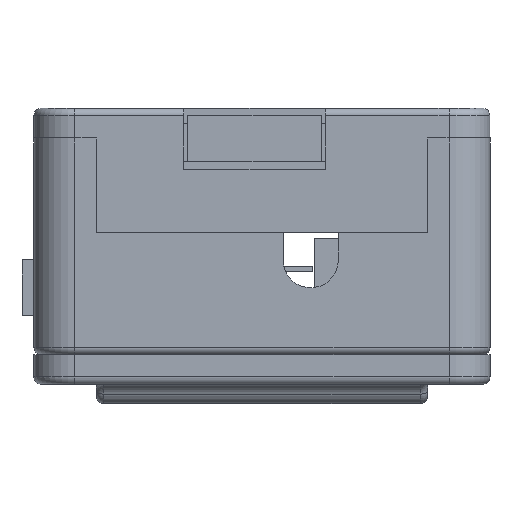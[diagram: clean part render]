
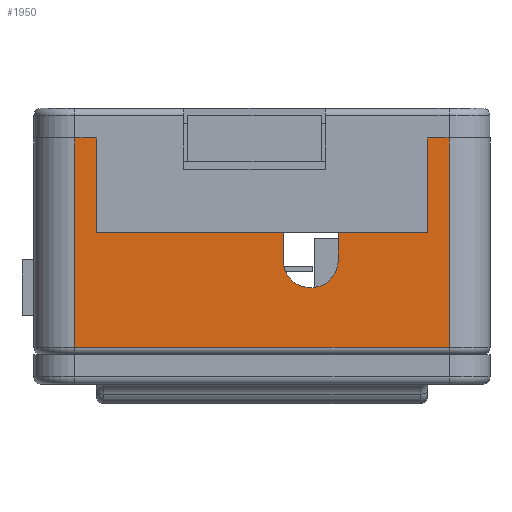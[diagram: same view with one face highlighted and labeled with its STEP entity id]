
A CAD part, left-side view. The second image highlights one B-rep face of the part: STEP entity #1950.
In plain terms, the highlighted planar face has unit normal (-1, 0, 0).
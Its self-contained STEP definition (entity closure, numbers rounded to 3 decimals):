
#21 = ORIENTED_EDGE ( 'NONE', *, *, #4630, .F. ) ;
#73 = EDGE_CURVE ( 'NONE', #4581, #1959, #3757, .T. ) ;
#186 = CARTESIAN_POINT ( 'NONE',  ( -23.125, -5.625, -4.76 ) ) ;
#471 = VECTOR ( 'NONE', #4983, 1000. ) ;
#786 = DIRECTION ( 'NONE',  ( 0., 0., 1. ) ) ;
#900 = EDGE_CURVE ( 'NONE', #9871, #10582, #5535, .T. ) ;
#1006 = LINE ( 'NONE', #3820, #471 ) ;
#1063 = EDGE_CURVE ( 'NONE', #10582, #2643, #9399, .T. ) ;
#1116 = VECTOR ( 'NONE', #3541, 1000. ) ;
#1311 = CARTESIAN_POINT ( 'NONE',  ( -23.125, -5.625, -4.76 ) ) ;
#1327 = AXIS2_PLACEMENT_3D ( 'NONE', #14539, #12141, #786 ) ;
#1337 = VERTEX_POINT ( 'NONE', #9370 ) ;
#1439 = EDGE_CURVE ( 'NONE', #2643, #13156, #8508, .T. ) ;
#1725 = VECTOR ( 'NONE', #5959, 1000. ) ;
#1737 = DIRECTION ( 'NONE',  ( -1., 0., 0. ) ) ;
#1770 = ORIENTED_EDGE ( 'NONE', *, *, #3072, .T. ) ;
#1950 = ADVANCED_FACE ( 'NONE', ( #10591 ), #3967, .T. ) ;
#1959 = VERTEX_POINT ( 'NONE', #14095 ) ;
#2370 = ORIENTED_EDGE ( 'NONE', *, *, #3038, .T. ) ;
#2542 = DIRECTION ( 'NONE',  ( 0., 0., -1. ) ) ;
#2643 = VERTEX_POINT ( 'NONE', #13173 ) ;
#2736 = CARTESIAN_POINT ( 'NONE',  ( -23.125, -1.925, -6.61 ) ) ;
#3038 = EDGE_CURVE ( 'NONE', #13906, #13156, #6692, .T. ) ;
#3072 = EDGE_CURVE ( 'NONE', #7056, #13906, #5102, .T. ) ;
#3182 = ORIENTED_EDGE ( 'NONE', *, *, #1439, .F. ) ;
#3541 = DIRECTION ( 'NONE',  ( 0., -1., 0. ) ) ;
#3564 = CARTESIAN_POINT ( 'NONE',  ( -23.125, -13.075, -12.46 ) ) ;
#3732 = VECTOR ( 'NONE', #13208, 1000. ) ;
#3757 = LINE ( 'NONE', #8360, #4834 ) ;
#3792 = CARTESIAN_POINT ( 'NONE',  ( -23.125, -13.075, 1.6 ) ) ;
#3820 = CARTESIAN_POINT ( 'NONE',  ( -23.125, 4.475, -4.76 ) ) ;
#3967 = PLANE ( 'NONE',  #12601 ) ;
#4179 = LINE ( 'NONE', #11574, #12119 ) ;
#4218 = CARTESIAN_POINT ( 'NONE',  ( -23.125, -1.925, -6.61 ) ) ;
#4354 = EDGE_CURVE ( 'NONE', #1337, #4931, #4179, .T. ) ;
#4581 = VERTEX_POINT ( 'NONE', #10774 ) ;
#4630 = EDGE_CURVE ( 'NONE', #7056, #6732, #6497, .T. ) ;
#4798 = CARTESIAN_POINT ( 'NONE',  ( -23.125, 12.075, -12.46 ) ) ;
#4812 = CARTESIAN_POINT ( 'NONE',  ( -23.125, -11.625, 10.52 ) ) ;
#4834 = VECTOR ( 'NONE', #9483, 1000. ) ;
#4870 = VERTEX_POINT ( 'NONE', #6801 ) ;
#4931 = VERTEX_POINT ( 'NONE', #4798 ) ;
#4983 = DIRECTION ( 'NONE',  ( 0., 1., 0. ) ) ;
#5071 = CARTESIAN_POINT ( 'NONE',  ( -23.125, 10.625, -12.96 ) ) ;
#5102 = LINE ( 'NONE', #4812, #1725 ) ;
#5459 = DIRECTION ( 'NONE',  ( 0., 0., -1. ) ) ;
#5520 = VECTOR ( 'NONE', #11539, 1000. ) ;
#5535 = LINE ( 'NONE', #4218, #3732 ) ;
#5959 = DIRECTION ( 'NONE',  ( 0., 0., -1. ) ) ;
#6040 = ORIENTED_EDGE ( 'NONE', *, *, #14278, .T. ) ;
#6130 = VECTOR ( 'NONE', #6611, 1000. ) ;
#6497 = LINE ( 'NONE', #10920, #6130 ) ;
#6611 = DIRECTION ( 'NONE',  ( 0., -1., 0. ) ) ;
#6692 = LINE ( 'NONE', #13809, #12153 ) ;
#6732 = VERTEX_POINT ( 'NONE', #3792 ) ;
#6801 = CARTESIAN_POINT ( 'NONE',  ( -23.125, -13.075, -12.46 ) ) ;
#6823 = CARTESIAN_POINT ( 'NONE',  ( -23.125, -11.625, 1.6 ) ) ;
#6984 = LINE ( 'NONE', #8170, #1116 ) ;
#7056 = VERTEX_POINT ( 'NONE', #6823 ) ;
#7061 = DIRECTION ( 'NONE',  ( 0., 1., 0. ) ) ;
#8054 = EDGE_CURVE ( 'NONE', #6732, #4870, #12825, .T. ) ;
#8170 = CARTESIAN_POINT ( 'NONE',  ( -23.125, 10.625, 1.6 ) ) ;
#8289 = LINE ( 'NONE', #3564, #12691 ) ;
#8336 = ORIENTED_EDGE ( 'NONE', *, *, #4354, .T. ) ;
#8360 = CARTESIAN_POINT ( 'NONE',  ( -23.125, 10.625, 10.52 ) ) ;
#8508 = LINE ( 'NONE', #1311, #5520 ) ;
#9370 = CARTESIAN_POINT ( 'NONE',  ( -23.125, 12.075, 1.6 ) ) ;
#9390 = EDGE_CURVE ( 'NONE', #1337, #4581, #6984, .T. ) ;
#9399 = CIRCLE ( 'NONE', #1327, 1.85 ) ;
#9483 = DIRECTION ( 'NONE',  ( 0., 0., -1. ) ) ;
#9491 = DIRECTION ( 'NONE',  ( 0., -1., 0. ) ) ;
#9871 = VERTEX_POINT ( 'NONE', #13569 ) ;
#10302 = DIRECTION ( 'NONE',  ( 0., -1., 0. ) ) ;
#10582 = VERTEX_POINT ( 'NONE', #2736 ) ;
#10591 = FACE_OUTER_BOUND ( 'NONE', #13179, .T. ) ;
#10765 = ORIENTED_EDGE ( 'NONE', *, *, #73, .F. ) ;
#10774 = CARTESIAN_POINT ( 'NONE',  ( -23.125, 10.625, 1.6 ) ) ;
#10920 = CARTESIAN_POINT ( 'NONE',  ( -23.125, -11.625, 1.6 ) ) ;
#11268 = ORIENTED_EDGE ( 'NONE', *, *, #8054, .F. ) ;
#11539 = DIRECTION ( 'NONE',  ( 0., 0., 1. ) ) ;
#11574 = CARTESIAN_POINT ( 'NONE',  ( -23.125, 12.075, 10.52 ) ) ;
#11952 = CARTESIAN_POINT ( 'NONE',  ( -23.125, -11.625, -4.76 ) ) ;
#11986 = ORIENTED_EDGE ( 'NONE', *, *, #1063, .F. ) ;
#12119 = VECTOR ( 'NONE', #2542, 1000. ) ;
#12141 = DIRECTION ( 'NONE',  ( -1., 0., 0. ) ) ;
#12153 = VECTOR ( 'NONE', #7061, 1000. ) ;
#12215 = CARTESIAN_POINT ( 'NONE',  ( -23.125, -13.075, 10.52 ) ) ;
#12601 = AXIS2_PLACEMENT_3D ( 'NONE', #5071, #1737, #9491 ) ;
#12691 = VECTOR ( 'NONE', #10302, 1000. ) ;
#12825 = LINE ( 'NONE', #12215, #14284 ) ;
#12917 = ORIENTED_EDGE ( 'NONE', *, *, #9390, .F. ) ;
#13156 = VERTEX_POINT ( 'NONE', #186 ) ;
#13173 = CARTESIAN_POINT ( 'NONE',  ( -23.125, -5.625, -6.61 ) ) ;
#13179 = EDGE_LOOP ( 'NONE', ( #8336, #14435, #11268, #21, #1770, #2370, #3182, #11986, #13260, #6040, #10765, #12917 ) ) ;
#13208 = DIRECTION ( 'NONE',  ( 0., 0., -1. ) ) ;
#13260 = ORIENTED_EDGE ( 'NONE', *, *, #900, .F. ) ;
#13569 = CARTESIAN_POINT ( 'NONE',  ( -23.125, -1.925, -4.76 ) ) ;
#13809 = CARTESIAN_POINT ( 'NONE',  ( -23.125, 4.475, -4.76 ) ) ;
#13906 = VERTEX_POINT ( 'NONE', #11952 ) ;
#14095 = CARTESIAN_POINT ( 'NONE',  ( -23.125, 10.625, -4.76 ) ) ;
#14106 = EDGE_CURVE ( 'NONE', #4931, #4870, #8289, .T. ) ;
#14278 = EDGE_CURVE ( 'NONE', #9871, #1959, #1006, .T. ) ;
#14284 = VECTOR ( 'NONE', #5459, 1000. ) ;
#14435 = ORIENTED_EDGE ( 'NONE', *, *, #14106, .T. ) ;
#14539 = CARTESIAN_POINT ( 'NONE',  ( -23.125, -3.775, -6.61 ) ) ;
